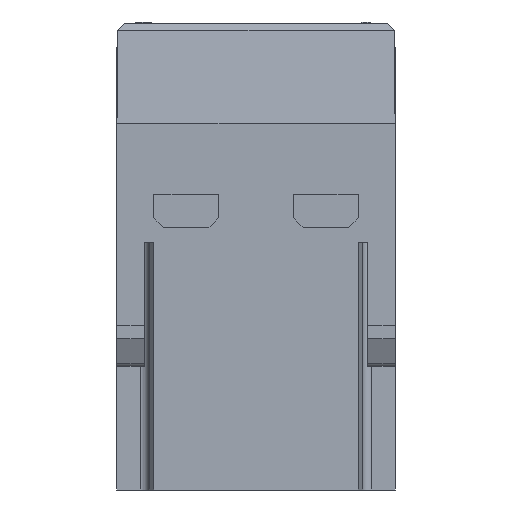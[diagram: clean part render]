
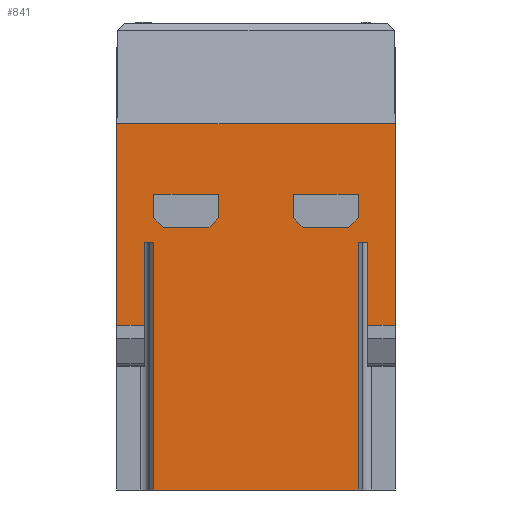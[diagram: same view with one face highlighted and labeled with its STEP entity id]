
A CAD part, left-side view. The second image highlights one B-rep face of the part: STEP entity #841.
In plain terms, the highlighted planar face has unit normal (-1, 0, 0).
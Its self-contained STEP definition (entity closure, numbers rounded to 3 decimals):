
#228=FACE_BOUND('',#2181,.T.);
#229=FACE_BOUND('',#2182,.T.);
#230=FACE_BOUND('',#2183,.T.);
#841=ADVANCED_FACE('',(#228,#229,#230),#1367,.T.);
#1367=PLANE('',#10082);
#2181=EDGE_LOOP('',(#3638,#3639,#3640,#3641,#3642,#3643));
#2182=EDGE_LOOP('',(#3644,#3645,#3646,#3647,#3648,#3649));
#2183=EDGE_LOOP('',(#3650,#3651,#3652,#3653,#3654,#3655,#3656,#3657,#3658,
#3659,#3660,#3661,#3662,#3663));
#3638=ORIENTED_EDGE('',*,*,#7247,.F.);
#3639=ORIENTED_EDGE('',*,*,#7248,.T.);
#3640=ORIENTED_EDGE('',*,*,#7249,.T.);
#3641=ORIENTED_EDGE('',*,*,#7250,.T.);
#3642=ORIENTED_EDGE('',*,*,#7251,.F.);
#3643=ORIENTED_EDGE('',*,*,#7252,.T.);
#3644=ORIENTED_EDGE('',*,*,#7253,.F.);
#3645=ORIENTED_EDGE('',*,*,#7254,.T.);
#3646=ORIENTED_EDGE('',*,*,#7255,.T.);
#3647=ORIENTED_EDGE('',*,*,#7256,.T.);
#3648=ORIENTED_EDGE('',*,*,#7257,.F.);
#3649=ORIENTED_EDGE('',*,*,#7258,.T.);
#3650=ORIENTED_EDGE('',*,*,#7259,.F.);
#3651=ORIENTED_EDGE('',*,*,#7260,.T.);
#3652=ORIENTED_EDGE('',*,*,#7244,.T.);
#3653=ORIENTED_EDGE('',*,*,#7261,.F.);
#3654=ORIENTED_EDGE('',*,*,#7262,.F.);
#3655=ORIENTED_EDGE('',*,*,#7263,.T.);
#3656=ORIENTED_EDGE('',*,*,#7213,.F.);
#3657=ORIENTED_EDGE('',*,*,#7264,.F.);
#3658=ORIENTED_EDGE('',*,*,#7265,.F.);
#3659=ORIENTED_EDGE('',*,*,#7266,.F.);
#3660=ORIENTED_EDGE('',*,*,#7190,.T.);
#3661=ORIENTED_EDGE('',*,*,#7267,.F.);
#3662=ORIENTED_EDGE('',*,*,#7268,.T.);
#3663=ORIENTED_EDGE('',*,*,#7269,.T.);
#6158=VERTEX_POINT('',#14332);
#6179=VERTEX_POINT('',#14380);
#6192=VERTEX_POINT('',#14428);
#6193=VERTEX_POINT('',#14430);
#6220=VERTEX_POINT('',#14491);
#6221=VERTEX_POINT('',#14492);
#6222=VERTEX_POINT('',#14497);
#6223=VERTEX_POINT('',#14498);
#6224=VERTEX_POINT('',#14500);
#6225=VERTEX_POINT('',#14502);
#6226=VERTEX_POINT('',#14504);
#6227=VERTEX_POINT('',#14506);
#6228=VERTEX_POINT('',#14509);
#6229=VERTEX_POINT('',#14510);
#6230=VERTEX_POINT('',#14512);
#6231=VERTEX_POINT('',#14514);
#6232=VERTEX_POINT('',#14516);
#6233=VERTEX_POINT('',#14518);
#6234=VERTEX_POINT('',#14521);
#6235=VERTEX_POINT('',#14522);
#6236=VERTEX_POINT('',#14525);
#6237=VERTEX_POINT('',#14527);
#6238=VERTEX_POINT('',#14530);
#6239=VERTEX_POINT('',#14532);
#6240=VERTEX_POINT('',#14535);
#6241=VERTEX_POINT('',#14537);
#7190=EDGE_CURVE('',#6158,#6179,#8428,.T.);
#7213=EDGE_CURVE('',#6192,#6193,#8445,.T.);
#7244=EDGE_CURVE('',#6220,#6221,#8468,.T.);
#7247=EDGE_CURVE('',#6222,#6223,#8471,.T.);
#7248=EDGE_CURVE('',#6222,#6224,#8472,.T.);
#7249=EDGE_CURVE('',#6224,#6225,#8473,.T.);
#7250=EDGE_CURVE('',#6225,#6226,#8474,.T.);
#7251=EDGE_CURVE('',#6227,#6226,#8475,.T.);
#7252=EDGE_CURVE('',#6227,#6223,#8476,.T.);
#7253=EDGE_CURVE('',#6228,#6229,#8477,.T.);
#7254=EDGE_CURVE('',#6228,#6230,#8478,.T.);
#7255=EDGE_CURVE('',#6230,#6231,#8479,.T.);
#7256=EDGE_CURVE('',#6231,#6232,#8480,.T.);
#7257=EDGE_CURVE('',#6233,#6232,#8481,.T.);
#7258=EDGE_CURVE('',#6233,#6229,#8482,.T.);
#7259=EDGE_CURVE('',#6234,#6235,#8483,.T.);
#7260=EDGE_CURVE('',#6234,#6220,#8484,.T.);
#7261=EDGE_CURVE('',#6236,#6221,#8485,.T.);
#7262=EDGE_CURVE('',#6237,#6236,#8486,.T.);
#7263=EDGE_CURVE('',#6237,#6193,#8487,.T.);
#7264=EDGE_CURVE('',#6238,#6192,#8488,.T.);
#7265=EDGE_CURVE('',#6239,#6238,#8489,.T.);
#7266=EDGE_CURVE('',#6158,#6239,#8490,.T.);
#7267=EDGE_CURVE('',#6240,#6179,#8491,.T.);
#7268=EDGE_CURVE('',#6240,#6241,#8492,.T.);
#7269=EDGE_CURVE('',#6241,#6235,#8493,.T.);
#8428=LINE('',#14381,#9272);
#8445=LINE('',#14429,#9289);
#8468=LINE('',#14490,#9312);
#8471=LINE('',#14496,#9315);
#8472=LINE('',#14499,#9316);
#8473=LINE('',#14501,#9317);
#8474=LINE('',#14503,#9318);
#8475=LINE('',#14505,#9319);
#8476=LINE('',#14507,#9320);
#8477=LINE('',#14508,#9321);
#8478=LINE('',#14511,#9322);
#8479=LINE('',#14513,#9323);
#8480=LINE('',#14515,#9324);
#8481=LINE('',#14517,#9325);
#8482=LINE('',#14519,#9326);
#8483=LINE('',#14520,#9327);
#8484=LINE('',#14523,#9328);
#8485=LINE('',#14524,#9329);
#8486=LINE('',#14526,#9330);
#8487=LINE('',#14528,#9331);
#8488=LINE('',#14529,#9332);
#8489=LINE('',#14531,#9333);
#8490=LINE('',#14533,#9334);
#8491=LINE('',#14534,#9335);
#8492=LINE('',#14536,#9336);
#8493=LINE('',#14538,#9337);
#9272=VECTOR('',#11287,1.);
#9289=VECTOR('',#11324,1.);
#9312=VECTOR('',#11369,1.);
#9315=VECTOR('',#11374,1.);
#9316=VECTOR('',#11375,1.);
#9317=VECTOR('',#11376,1.);
#9318=VECTOR('',#11377,1.);
#9319=VECTOR('',#11378,1.);
#9320=VECTOR('',#11379,1.);
#9321=VECTOR('',#11380,1.);
#9322=VECTOR('',#11381,1.);
#9323=VECTOR('',#11382,1.);
#9324=VECTOR('',#11383,1.);
#9325=VECTOR('',#11384,1.);
#9326=VECTOR('',#11385,1.);
#9327=VECTOR('',#11386,1.);
#9328=VECTOR('',#11387,1.);
#9329=VECTOR('',#11388,1.);
#9330=VECTOR('',#11389,1.);
#9331=VECTOR('',#11390,1.);
#9332=VECTOR('',#11391,1.);
#9333=VECTOR('',#11392,1.);
#9334=VECTOR('',#11393,1.);
#9335=VECTOR('',#11394,1.);
#9336=VECTOR('',#11395,1.);
#9337=VECTOR('',#11396,1.);
#10082=AXIS2_PLACEMENT_3D('',#14539,#11397,#11398);
#11287=DIRECTION('',(0.,0.,-1.));
#11324=DIRECTION('',(0.,0.,-1.));
#11369=DIRECTION('',(0.,0.,1.));
#11374=DIRECTION('',(0.,-1.,0.));
#11375=DIRECTION('',(0.,0.707,0.707));
#11376=DIRECTION('',(0.,0.,1.));
#11377=DIRECTION('',(0.,-1.,0.));
#11378=DIRECTION('',(0.,0.,1.));
#11379=DIRECTION('',(0.,0.707,-0.707));
#11380=DIRECTION('',(0.,-1.,0.));
#11381=DIRECTION('',(0.,0.707,0.707));
#11382=DIRECTION('',(0.,0.,1.));
#11383=DIRECTION('',(0.,-1.,0.));
#11384=DIRECTION('',(0.,0.,1.));
#11385=DIRECTION('',(0.,0.707,-0.707));
#11386=DIRECTION('',(0.,0.,1.));
#11387=DIRECTION('',(0.,-1.,0.));
#11388=DIRECTION('',(0.,1.,0.));
#11389=DIRECTION('',(0.,0.,1.));
#11390=DIRECTION('',(0.,-1.,0.));
#11391=DIRECTION('',(0.,-0.007,-1.));
#11392=DIRECTION('',(0.,-1.,0.));
#11393=DIRECTION('',(0.,-0.007,1.));
#11394=DIRECTION('',(0.,1.,0.));
#11395=DIRECTION('',(0.,0.,1.));
#11396=DIRECTION('',(0.,-1.,0.));
#11397=DIRECTION('',(-1.,0.,0.));
#11398=DIRECTION('',(0.,0.,-1.));
#14332=CARTESIAN_POINT('',(-15.15,14.649,12.265));
#14380=CARTESIAN_POINT('',(-15.15,14.65,-5.944));
#14381=CARTESIAN_POINT('',(-15.15,14.65,12.265));
#14428=CARTESIAN_POINT('',(-15.15,-14.651,12.265));
#14429=CARTESIAN_POINT('',(-15.15,-14.65,12.265));
#14430=CARTESIAN_POINT('',(-15.15,-14.65,-5.944));
#14490=CARTESIAN_POINT('',(-15.15,-10.759,5.735));
#14491=CARTESIAN_POINT('',(-15.15,-10.759,-23.265));
#14492=CARTESIAN_POINT('',(-15.15,-10.759,2.765));
#14496=CARTESIAN_POINT('',(-15.15,-2.852,4.365));
#14497=CARTESIAN_POINT('',(-15.15,-4.952,4.365));
#14498=CARTESIAN_POINT('',(-15.15,-9.752,4.365));
#14499=CARTESIAN_POINT('',(-15.15,-4.952,4.365));
#14500=CARTESIAN_POINT('',(-15.15,-3.952,5.365));
#14501=CARTESIAN_POINT('',(-15.15,-3.952,4.365));
#14502=CARTESIAN_POINT('',(-15.15,-3.952,7.865));
#14503=CARTESIAN_POINT('',(-15.15,-2.852,7.865));
#14504=CARTESIAN_POINT('',(-15.15,-10.752,7.865));
#14505=CARTESIAN_POINT('',(-15.15,-10.752,5.735));
#14506=CARTESIAN_POINT('',(-15.15,-10.752,5.365));
#14507=CARTESIAN_POINT('',(-15.15,-9.752,4.365));
#14508=CARTESIAN_POINT('',(-15.15,11.848,4.365));
#14509=CARTESIAN_POINT('',(-15.15,9.748,4.365));
#14510=CARTESIAN_POINT('',(-15.15,4.948,4.365));
#14511=CARTESIAN_POINT('',(-15.15,9.748,4.365));
#14512=CARTESIAN_POINT('',(-15.15,10.748,5.365));
#14513=CARTESIAN_POINT('',(-15.15,10.748,4.365));
#14514=CARTESIAN_POINT('',(-15.15,10.748,7.865));
#14515=CARTESIAN_POINT('',(-15.15,11.848,7.865));
#14516=CARTESIAN_POINT('',(-15.15,3.948,7.865));
#14517=CARTESIAN_POINT('',(-15.15,3.948,5.735));
#14518=CARTESIAN_POINT('',(-15.15,3.948,5.365));
#14519=CARTESIAN_POINT('',(-15.15,4.948,4.365));
#14520=CARTESIAN_POINT('',(-15.15,10.759,5.735));
#14521=CARTESIAN_POINT('',(-15.15,10.759,-23.265));
#14522=CARTESIAN_POINT('',(-15.15,10.759,2.765));
#14523=CARTESIAN_POINT('',(-15.15,10.759,-23.265));
#14524=CARTESIAN_POINT('',(-15.15,-12.704,2.765));
#14525=CARTESIAN_POINT('',(-15.15,-11.75,2.765));
#14526=CARTESIAN_POINT('',(-15.15,-11.75,-5.944));
#14527=CARTESIAN_POINT('',(-15.15,-11.75,-5.944));
#14528=CARTESIAN_POINT('',(-15.15,-11.75,-5.944));
#14529=CARTESIAN_POINT('',(-15.15,-14.652,12.265));
#14530=CARTESIAN_POINT('',(-15.15,-14.63,15.265));
#14531=CARTESIAN_POINT('',(-15.15,14.648,15.265));
#14532=CARTESIAN_POINT('',(-15.15,14.626,15.265));
#14533=CARTESIAN_POINT('',(-15.15,14.648,12.265));
#14534=CARTESIAN_POINT('',(-15.15,11.75,-5.944));
#14535=CARTESIAN_POINT('',(-15.15,11.75,-5.944));
#14536=CARTESIAN_POINT('',(-15.15,11.75,-5.944));
#14537=CARTESIAN_POINT('',(-15.15,11.75,2.765));
#14538=CARTESIAN_POINT('',(-15.15,12.704,2.765));
#14539=CARTESIAN_POINT('',(-15.15,-10.759,5.735));
